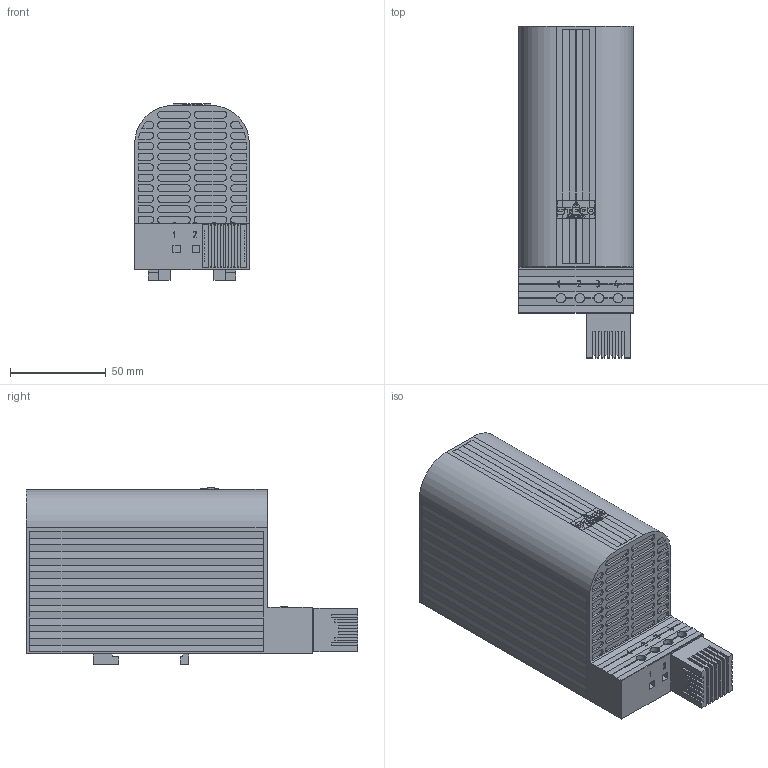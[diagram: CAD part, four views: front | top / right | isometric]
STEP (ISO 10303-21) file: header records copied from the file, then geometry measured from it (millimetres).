
FILE_DESCRIPTION (( 'STEP AP214' ), '1' );
FILE_NAME ('CSF_060_150mm_EPLAN_07_2013.STEP', '2013-07-23T13:38:42', ( '' ), ( '' ), 'SwSTEP 2.0', 'SolidWorks 2013', '' );
FILE_SCHEMA (( 'AUTOMOTIVE_DESIGN' ));
Length unit declared in the file: millimetre
Products named in the file (1): CSF_060_150mm_EPLAN_07_2013
Bounding box: 60 x 173.5 x 92.5 mm (x, y, z)
Volume: 668870.2 mm3; surface area: 57861.3 mm2
Topology: 2 solids, 4 shells, 1193 faces, 3136 edges, 2064 vertices
Faces by surface type: plane 845, cylinder 184, bspline 164
Entity records: 40153 total; most frequent: CARTESIAN_POINT 10339, ORIENTED_EDGE 6272, DIRECTION 5226, EDGE_CURVE 3136, VECTOR 2408, LINE 2408, VERTEX_POINT 2064, AXIS2_PLACEMENT_3D 1409
